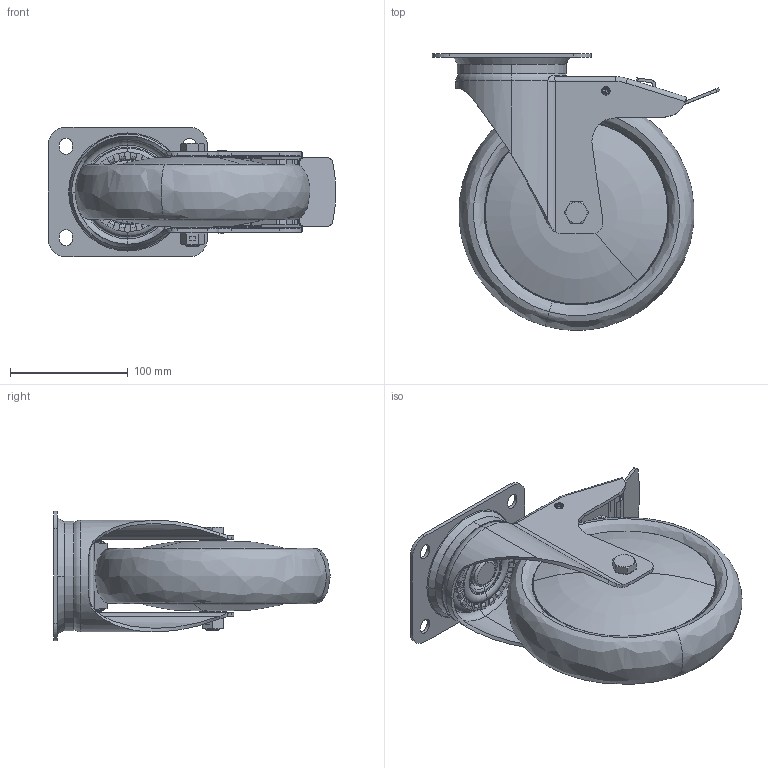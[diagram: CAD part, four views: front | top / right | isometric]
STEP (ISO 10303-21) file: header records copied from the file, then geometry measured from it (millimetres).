
FILE_DESCRIPTION (( 'STEP AP214' ), '1' );
FILE_NAME ('0055762.step', '2023-10-13T10:22:22', ( '' ), ( '' ), 'SwSTEP 2.0', 'SolidWorks 2020', '' );
FILE_SCHEMA (( 'AUTOMOTIVE_DESIGN' ));
Length unit declared in the file: millimetre
Products named in the file (1): 0055762
Bounding box: 244.14 x 235 x 110 mm (x, y, z)
Surface area: 396889.1 mm2 (no closed solid volume)
Topology: 0 solids, 20 shells, 825 faces, 2384 edges, 1546 vertices
Faces by surface type: plane 237, torus 212, cylinder 188, cone 105, bspline 49, sphere 34
Entity records: 41377 total; most frequent: CARTESIAN_POINT 10991, DIRECTION 4685, ORIENTED_EDGE 4192, EDGE_CURVE 2344, AXIS2_PLACEMENT_3D 1954, VERTEX_POINT 1526, CIRCLE 1177, EDGE_LOOP 882
